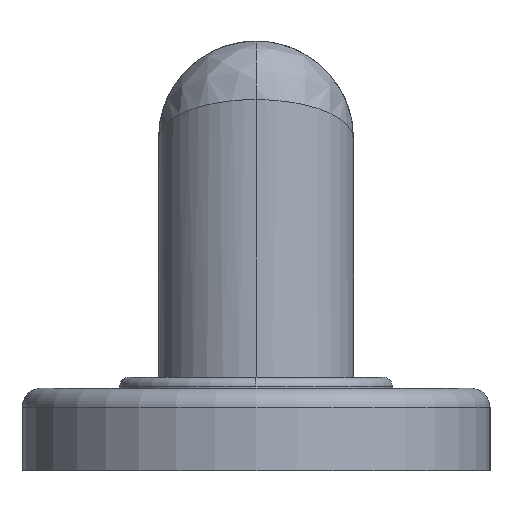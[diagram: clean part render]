
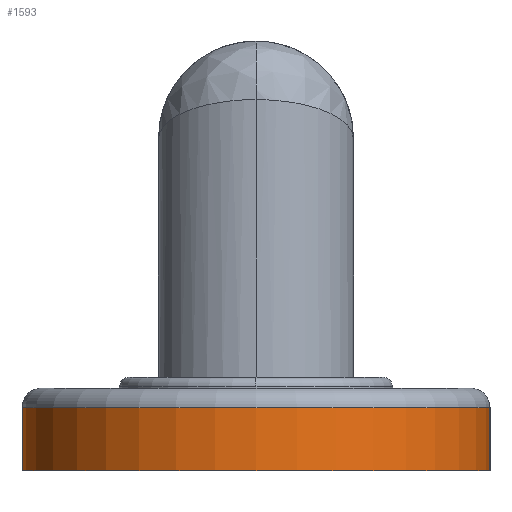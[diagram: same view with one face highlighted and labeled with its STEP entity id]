
A CAD part, left-side view. The second image highlights one B-rep face of the part: STEP entity #1593.
In plain terms, the highlighted cylindrical face has radius 38.1 mm (diameter 76.2 mm), a partial arc.
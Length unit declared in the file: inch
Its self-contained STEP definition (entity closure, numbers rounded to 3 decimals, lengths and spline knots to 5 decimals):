
#491=DIRECTION('',(0.,0.,-1.));
#492=VECTOR('',#491,0.405);
#493=CARTESIAN_POINT('',(0.,1.5,0.405));
#494=LINE('',#493,#492);
#498=DIRECTION('',(0.,0.,-1.));
#499=VECTOR('',#498,0.405);
#500=CARTESIAN_POINT('',(0.,-1.5,0.405));
#501=LINE('',#500,#499);
#505=CARTESIAN_POINT('',(0.,0.,0.405));
#506=DIRECTION('',(0.,0.,-1.));
#507=DIRECTION('',(0.,-1.,0.));
#508=AXIS2_PLACEMENT_3D('',#505,#506,#507);
#529=CARTESIAN_POINT('',(0.,0.,0.));
#530=DIRECTION('',(0.,0.,1.));
#531=DIRECTION('',(0.,1.,0.));
#532=AXIS2_PLACEMENT_3D('',#529,#530,#531);
#1151=CARTESIAN_POINT('',(0.,1.5,0.));
#1152=CARTESIAN_POINT('',(0.,-1.5,0.));
#1153=VERTEX_POINT('',#1151);
#1154=VERTEX_POINT('',#1152);
#1155=CARTESIAN_POINT('',(0.,1.5,0.405));
#1156=CARTESIAN_POINT('',(0.,-1.5,0.405));
#1157=VERTEX_POINT('',#1155);
#1158=VERTEX_POINT('',#1156);
#1580=CARTESIAN_POINT('',(0.,0.,-0.0265));
#1581=DIRECTION('',(0.,0.,1.));
#1582=DIRECTION('',(0.,-1.,0.));
#1583=AXIS2_PLACEMENT_3D('',#1580,#1581,#1582);
#1584=CYLINDRICAL_SURFACE('',#1583,1.5);
#1586=ORIENTED_EDGE('',*,*,#1585,.F.);
#1587=ORIENTED_EDGE('',*,*,#1568,.T.);
#1589=ORIENTED_EDGE('',*,*,#1588,.F.);
#1590=ORIENTED_EDGE('',*,*,#1564,.F.);
#1591=EDGE_LOOP('',(#1586,#1587,#1589,#1590));
#1592=FACE_OUTER_BOUND('',#1591,.F.);
#509=CIRCLE('',#508,1.5);
#533=CIRCLE('',#532,1.5);
#1564=EDGE_CURVE('',#1157,#1153,#494,.T.);
#1568=EDGE_CURVE('',#1158,#1154,#501,.T.);
#1585=EDGE_CURVE('',#1158,#1157,#509,.T.);
#1588=EDGE_CURVE('',#1153,#1154,#533,.T.);
#1593=ADVANCED_FACE('',(#1592),#1584,.T.);
